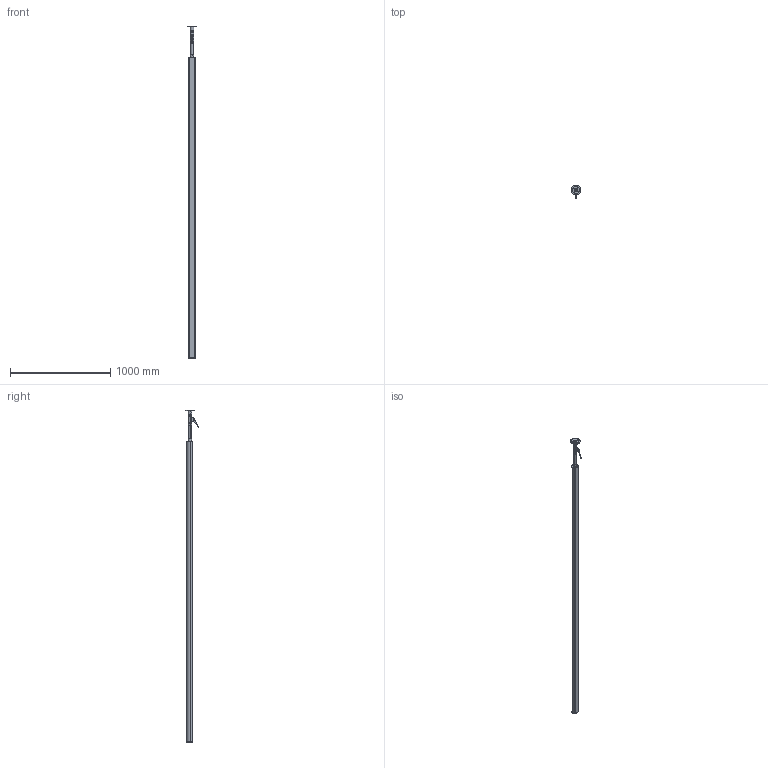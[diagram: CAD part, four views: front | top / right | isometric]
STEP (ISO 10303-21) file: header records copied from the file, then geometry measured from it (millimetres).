
FILE_DESCRIPTION (( 'STEP AP214' ), '1' );
FILE_NAME ('6290087.stp', '2016-06-29T06:44:56', ( '' ), ( '' ), 'SwSTEP 2.0', 'SolidWorks 2014', '' );
FILE_SCHEMA (( 'AUTOMOTIVE_DESIGN' ));
Length unit declared in the file: millimetre
Products named in the file (16): 031419_Standard; 076860_Standard; 031419T1_Standard; 076850_Standard; 076849_Standard; 076847_Standard; 076846_Bohrung hinzu; 026463_L=3000; 076845_Bohrung hinzu; 076844_Bohrung hinzu; 031168_L=3003; 031400_Standard; 076843_bohrungen hinzu; 026468_L=3003; 076842_Bohrung hinzu; 6290087
Assembly tree (15 placements, depth 3):
  6290087
    026463_L=3000
    031168_L=3003
      026468_L=3003
    031419_Standard
      031419T1_Standard
    031400_Standard
    076860_Standard
      076842_Bohrung hinzu
      076843_bohrungen hinzu
      076844_Bohrung hinzu
      076845_Bohrung hinzu
      076846_Bohrung hinzu
      076847_Standard
      076849_Standard
      076850_Standard
Bounding box: 99.68 x 139.42 x 3319.88 mm (x, y, z)
Volume: 1634963 mm3; surface area: 1659290.9 mm2
Topology: 13 solids, 13 shells, 160 faces, 367 edges, 242 vertices
Faces by surface type: cylinder 82, plane 74, cone 4
Entity records: 5256 total; most frequent: DIRECTION 897, CARTESIAN_POINT 802, ORIENTED_EDGE 734, EDGE_CURVE 367, AXIS2_PLACEMENT_3D 353, VERTEX_POINT 242, VECTOR 191, LINE 191
